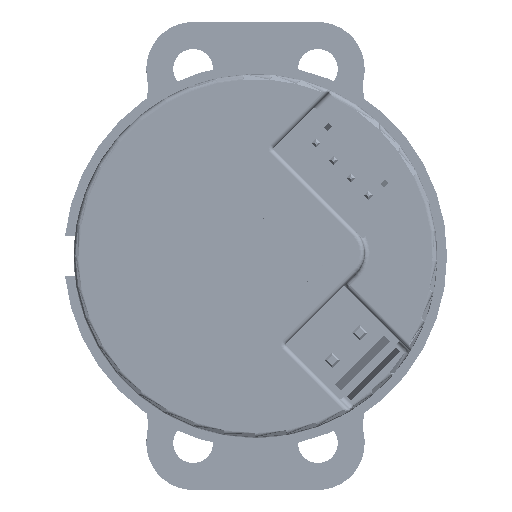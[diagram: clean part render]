
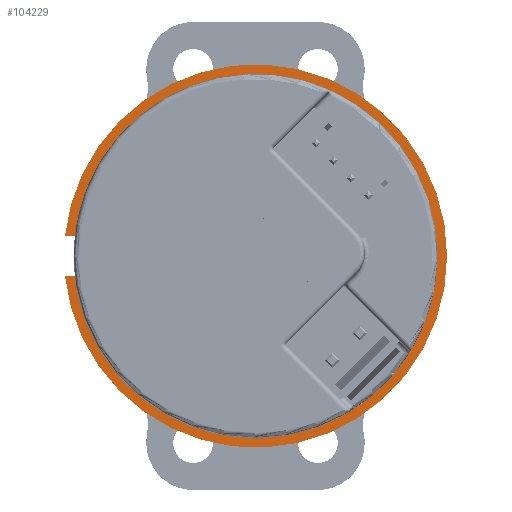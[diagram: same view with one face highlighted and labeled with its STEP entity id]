
A CAD part, front view. The second image highlights one B-rep face of the part: STEP entity #104229.
In plain terms, the highlighted face is planar.
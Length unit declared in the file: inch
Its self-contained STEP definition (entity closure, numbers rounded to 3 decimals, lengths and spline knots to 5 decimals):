
#7801 = CARTESIAN_POINT ( 'NONE',  ( 0.76772, 0., 1.96063 ) ) ;
#8064 = CARTESIAN_POINT ( 'NONE',  ( 0.70427, -0.07874, 1.96063 ) ) ;
#8948 = ORIENTED_EDGE ( 'NONE', *, *, #130882, .F. ) ;
#9788 = DIRECTION ( 'NONE',  ( -1., 0., 0. ) ) ;
#9955 = AXIS2_PLACEMENT_3D ( 'NONE', #137962, #54032, #9788 ) ;
#9971 = VECTOR ( 'NONE', #113975, 39.37008 ) ;
#11537 = DIRECTION ( 'NONE',  ( -1., 0., 0. ) ) ;
#17292 = VERTEX_POINT ( 'NONE', #79945 ) ;
#19062 = VECTOR ( 'NONE', #141973, 39.37008 ) ;
#20835 = CIRCLE ( 'NONE', #162516, 0.76772 ) ;
#20936 = CARTESIAN_POINT ( 'NONE',  ( 0.76367, -0.07874, 1.96063 ) ) ;
#23324 = CARTESIAN_POINT ( 'NONE',  ( 0.70427, -0.07874, 1.96063 ) ) ;
#29836 = ORIENTED_EDGE ( 'NONE', *, *, #83421, .F. ) ;
#31024 = VERTEX_POINT ( 'NONE', #20936 ) ;
#32151 = EDGE_CURVE ( 'NONE', #165828, #17292, #71315, .T. ) ;
#48795 = CARTESIAN_POINT ( 'NONE',  ( 0.70427, 0.07874, 1.96063 ) ) ;
#49143 = EDGE_CURVE ( 'NONE', #100330, #63352, #80295, .T. ) ;
#51579 = ORIENTED_EDGE ( 'NONE', *, *, #49143, .F. ) ;
#53639 = CARTESIAN_POINT ( 'NONE',  ( 0., 0., 1.96063 ) ) ;
#54032 = DIRECTION ( 'NONE',  ( 0., 0., -1. ) ) ;
#56325 = ORIENTED_EDGE ( 'NONE', *, *, #93374, .F. ) ;
#57415 = DIRECTION ( 'NONE',  ( -1., 0., 0. ) ) ;
#63352 = VERTEX_POINT ( 'NONE', #48795 ) ;
#64280 = CIRCLE ( 'NONE', #172061, 0.70866 ) ;
#64919 = CARTESIAN_POINT ( 'NONE',  ( 0.76367, 0.07874, 1.96063 ) ) ;
#71315 = CIRCLE ( 'NONE', #172891, 0.70866 ) ;
#79945 = CARTESIAN_POINT ( 'NONE',  ( -0.70866, 0., 1.96063 ) ) ;
#80295 = LINE ( 'NONE', #98569, #19062 ) ;
#82184 = LINE ( 'NONE', #8064, #9971 ) ;
#82877 = DIRECTION ( 'NONE',  ( -1., 0., 0. ) ) ;
#83421 = EDGE_CURVE ( 'NONE', #31024, #163094, #20835, .T. ) ;
#87634 = ORIENTED_EDGE ( 'NONE', *, *, #32151, .T. ) ;
#89185 = DIRECTION ( 'NONE',  ( 0., 0., -1. ) ) ;
#92245 = DIRECTION ( 'NONE',  ( -1., 0., 0. ) ) ;
#93374 = EDGE_CURVE ( 'NONE', #163094, #100330, #145282, .T. ) ;
#98569 = CARTESIAN_POINT ( 'NONE',  ( 0.70427, 0.07874, 1.96063 ) ) ;
#100187 = PLANE ( 'NONE',  #104525 ) ;
#100330 = VERTEX_POINT ( 'NONE', #64919 ) ;
#104229 = ADVANCED_FACE ( 'NONE', ( #169594 ), #100187, .F. ) ;
#104525 = AXIS2_PLACEMENT_3D ( 'NONE', #7801, #113714, #82877 ) ;
#108611 = CARTESIAN_POINT ( 'NONE',  ( 0., 0., 1.96063 ) ) ;
#111600 = CARTESIAN_POINT ( 'NONE',  ( -0.76772, 0., 1.96063 ) ) ;
#113714 = DIRECTION ( 'NONE',  ( 0., 0., -1. ) ) ;
#113975 = DIRECTION ( 'NONE',  ( 1., 0., 0. ) ) ;
#130882 = EDGE_CURVE ( 'NONE', #165828, #31024, #82184, .T. ) ;
#137962 = CARTESIAN_POINT ( 'NONE',  ( 0., 0., 1.96063 ) ) ;
#141973 = DIRECTION ( 'NONE',  ( -1., 0., 0. ) ) ;
#143136 = EDGE_CURVE ( 'NONE', #17292, #63352, #64280, .T. ) ;
#144219 = DIRECTION ( 'NONE',  ( 0., 0., -1. ) ) ;
#145282 = CIRCLE ( 'NONE', #9955, 0.76772 ) ;
#147777 = EDGE_LOOP ( 'NONE', ( #87634, #163411, #51579, #56325, #29836, #8948 ) ) ;
#162516 = AXIS2_PLACEMENT_3D ( 'NONE', #108611, #181887, #92245 ) ;
#163094 = VERTEX_POINT ( 'NONE', #111600 ) ;
#163411 = ORIENTED_EDGE ( 'NONE', *, *, #143136, .T. ) ;
#165828 = VERTEX_POINT ( 'NONE', #23324 ) ;
#169594 = FACE_OUTER_BOUND ( 'NONE', #147777, .T. ) ;
#172061 = AXIS2_PLACEMENT_3D ( 'NONE', #53639, #144219, #57415 ) ;
#172891 = AXIS2_PLACEMENT_3D ( 'NONE', #176930, #89185, #11537 ) ;
#176930 = CARTESIAN_POINT ( 'NONE',  ( 0., 0., 1.96063 ) ) ;
#181887 = DIRECTION ( 'NONE',  ( 0., 0., -1. ) ) ;
